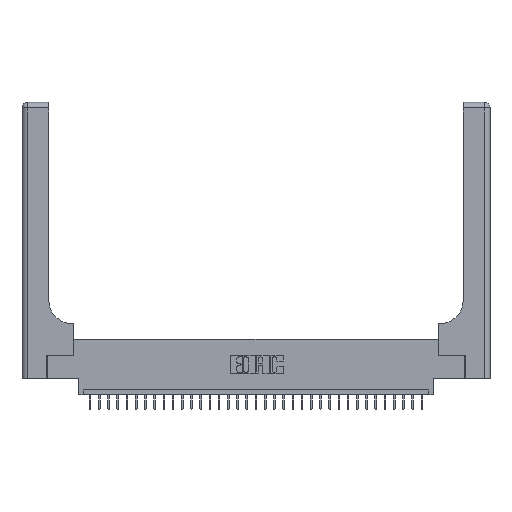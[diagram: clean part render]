
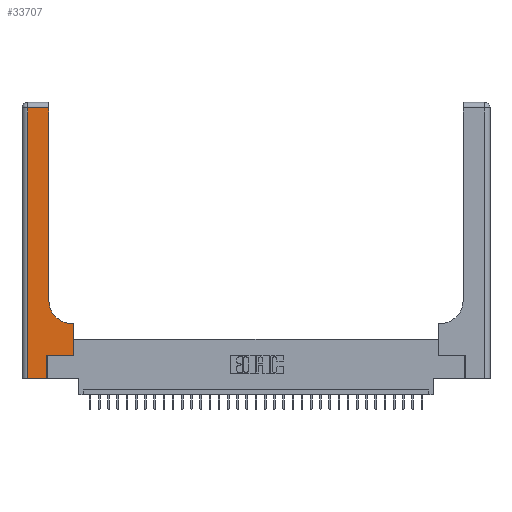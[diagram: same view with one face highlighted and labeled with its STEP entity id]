
A CAD part, top view. The second image highlights one B-rep face of the part: STEP entity #33707.
In plain terms, the highlighted planar face has unit normal (0, 0, 1).
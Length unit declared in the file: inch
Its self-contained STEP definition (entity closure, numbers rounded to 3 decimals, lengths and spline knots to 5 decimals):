
#273 = CARTESIAN_POINT ( 'NONE',  ( 0.06, 0., 0.37 ) ) ;
#601 = VERTEX_POINT ( 'NONE', #30204 ) ;
#704 = VECTOR ( 'NONE', #2042, 39.37008 ) ;
#837 = EDGE_CURVE ( 'NONE', #11063, #8670, #26482, .T. ) ;
#1040 = EDGE_CURVE ( 'NONE', #21409, #30082, #9672, .T. ) ;
#1208 = EDGE_CURVE ( 'NONE', #32063, #21409, #28921, .T. ) ;
#1226 = DIRECTION ( 'NONE',  ( -1., 0., 0. ) ) ;
#1809 = EDGE_LOOP ( 'NONE', ( #23813, #14441, #7163, #18471, #2887, #21451, #16516, #18980, #27389 ) ) ;
#2042 = DIRECTION ( 'NONE',  ( -1., 0., 0. ) ) ;
#2330 = VECTOR ( 'NONE', #20210, 39.37008 ) ;
#2667 = DIRECTION ( 'NONE',  ( 0., 0., -1. ) ) ;
#2887 = ORIENTED_EDGE ( 'NONE', *, *, #1208, .T. ) ;
#3039 = CARTESIAN_POINT ( 'NONE',  ( 0.06, 2.94, 0.37 ) ) ;
#4335 = DIRECTION ( 'NONE',  ( 0., -1., 0. ) ) ;
#5517 = CARTESIAN_POINT ( 'NONE',  ( 0.5415, 0.6, 0.37 ) ) ;
#5622 = LINE ( 'NONE', #17018, #8098 ) ;
#7000 = AXIS2_PLACEMENT_3D ( 'NONE', #31288, #8070, #26183 ) ;
#7163 = ORIENTED_EDGE ( 'NONE', *, *, #16570, .T. ) ;
#7281 = FACE_OUTER_BOUND ( 'NONE', #1809, .T. ) ;
#8070 = DIRECTION ( 'NONE',  ( 0., 0., -1. ) ) ;
#8098 = VECTOR ( 'NONE', #4335, 39.37008 ) ;
#8291 = CARTESIAN_POINT ( 'NONE',  ( 0.269, 0.25, 0.37 ) ) ;
#8670 = VERTEX_POINT ( 'NONE', #5517 ) ;
#8758 = LINE ( 'NONE', #29958, #9533 ) ;
#9533 = VECTOR ( 'NONE', #1226, 39.37008 ) ;
#9672 = LINE ( 'NONE', #33644, #2330 ) ;
#9717 = DIRECTION ( 'NONE',  ( 1., 0., 0. ) ) ;
#10099 = CARTESIAN_POINT ( 'NONE',  ( 0.5585, 0.6, 0.37 ) ) ;
#11012 = VECTOR ( 'NONE', #29324, 39.37008 ) ;
#11063 = VERTEX_POINT ( 'NONE', #10099 ) ;
#11727 = CARTESIAN_POINT ( 'NONE',  ( 0.269, 0., 0.37 ) ) ;
#13386 = LINE ( 'NONE', #13823, #28226 ) ;
#13823 = CARTESIAN_POINT ( 'NONE',  ( 0., 0., 0.37 ) ) ;
#14417 = VERTEX_POINT ( 'NONE', #273 ) ;
#14441 = ORIENTED_EDGE ( 'NONE', *, *, #21655, .T. ) ;
#14479 = LINE ( 'NONE', #23252, #18570 ) ;
#14728 = LINE ( 'NONE', #23918, #11012 ) ;
#14973 = VECTOR ( 'NONE', #32443, 39.37008 ) ;
#15196 = DIRECTION ( 'NONE',  ( 0., 1., 0. ) ) ;
#15482 = EDGE_CURVE ( 'NONE', #29586, #601, #14728, .T. ) ;
#16516 = ORIENTED_EDGE ( 'NONE', *, *, #29002, .T. ) ;
#16532 = EDGE_CURVE ( 'NONE', #14417, #32063, #13386, .T. ) ;
#16570 = EDGE_CURVE ( 'NONE', #27300, #14417, #5622, .T. ) ;
#16905 = CARTESIAN_POINT ( 'NONE',  ( 0.5585, 0.25, 0.37 ) ) ;
#17018 = CARTESIAN_POINT ( 'NONE',  ( 0.06, 3., 0.37 ) ) ;
#18471 = ORIENTED_EDGE ( 'NONE', *, *, #16532, .T. ) ;
#18570 = VECTOR ( 'NONE', #15196, 39.37008 ) ;
#18980 = ORIENTED_EDGE ( 'NONE', *, *, #837, .T. ) ;
#19084 = EDGE_CURVE ( 'NONE', #8670, #29586, #31694, .T. ) ;
#20210 = DIRECTION ( 'NONE',  ( 1., 0., 0. ) ) ;
#21409 = VERTEX_POINT ( 'NONE', #8291 ) ;
#21451 = ORIENTED_EDGE ( 'NONE', *, *, #1040, .T. ) ;
#21655 = EDGE_CURVE ( 'NONE', #601, #27300, #8758, .T. ) ;
#22597 = CARTESIAN_POINT ( 'NONE',  ( 0.2915, 0.85, 0.37 ) ) ;
#23252 = CARTESIAN_POINT ( 'NONE',  ( 0.5585, 0.25, 0.37 ) ) ;
#23813 = ORIENTED_EDGE ( 'NONE', *, *, #15482, .T. ) ;
#23918 = CARTESIAN_POINT ( 'NONE',  ( 0.2915, 3., 0.37 ) ) ;
#25822 = PLANE ( 'NONE',  #33921 ) ;
#26183 = DIRECTION ( 'NONE',  ( 1., 0., 0. ) ) ;
#26482 = LINE ( 'NONE', #33315, #704 ) ;
#27300 = VERTEX_POINT ( 'NONE', #3039 ) ;
#27389 = ORIENTED_EDGE ( 'NONE', *, *, #19084, .T. ) ;
#28226 = VECTOR ( 'NONE', #9717, 39.37008 ) ;
#28679 = CARTESIAN_POINT ( 'NONE',  ( 0., 3., 0.37 ) ) ;
#28921 = LINE ( 'NONE', #32218, #14973 ) ;
#29002 = EDGE_CURVE ( 'NONE', #30082, #11063, #14479, .T. ) ;
#29324 = DIRECTION ( 'NONE',  ( 0., 1., 0. ) ) ;
#29586 = VERTEX_POINT ( 'NONE', #22597 ) ;
#29958 = CARTESIAN_POINT ( 'NONE',  ( 0., 2.94, 0.37 ) ) ;
#30082 = VERTEX_POINT ( 'NONE', #16905 ) ;
#30204 = CARTESIAN_POINT ( 'NONE',  ( 0.2915, 2.94, 0.37 ) ) ;
#31288 = CARTESIAN_POINT ( 'NONE',  ( 0.5415, 0.85, 0.37 ) ) ;
#31694 = CIRCLE ( 'NONE', #7000, 0.25 ) ;
#32063 = VERTEX_POINT ( 'NONE', #11727 ) ;
#32218 = CARTESIAN_POINT ( 'NONE',  ( 0.269, 0., 0.37 ) ) ;
#32443 = DIRECTION ( 'NONE',  ( 0., 1., 0. ) ) ;
#33315 = CARTESIAN_POINT ( 'NONE',  ( 0.2915, 0.6, 0.37 ) ) ;
#33644 = CARTESIAN_POINT ( 'NONE',  ( 0.269, 0.25, 0.37 ) ) ;
#33707 = ADVANCED_FACE ( 'NONE', ( #7281 ), #25822, .F. ) ;
#33844 = DIRECTION ( 'NONE',  ( -1., 0., 0. ) ) ;
#33921 = AXIS2_PLACEMENT_3D ( 'NONE', #28679, #2667, #33844 ) ;
